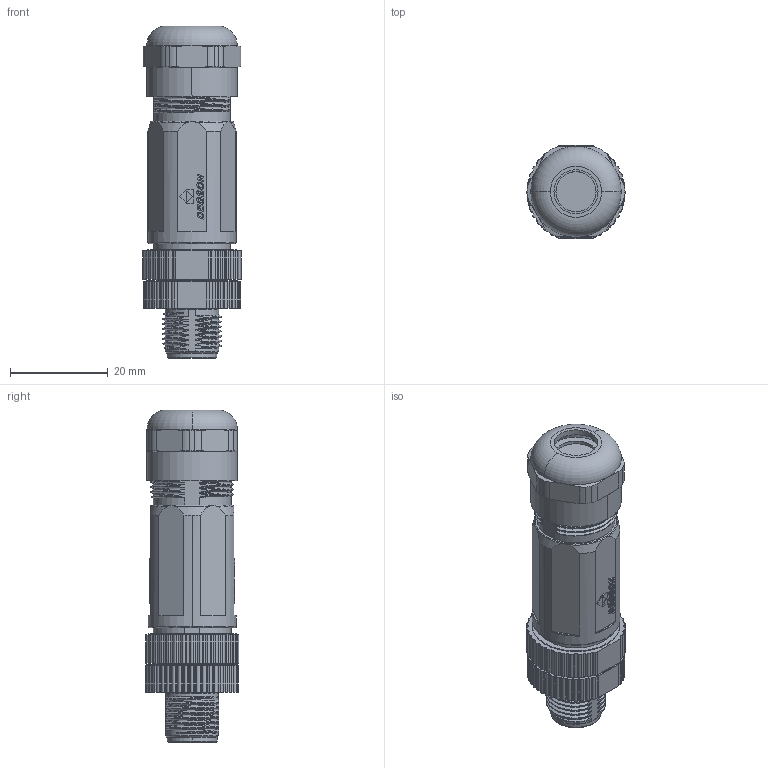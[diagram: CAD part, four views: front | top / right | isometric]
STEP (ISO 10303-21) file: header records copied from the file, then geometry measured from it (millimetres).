
FILE_DESCRIPTION((''),'2;1');
FILE_NAME('PB-M12A-08P-MM-SL7001_SW0001','2020-04-22T',('Administrator'),(''),'CREO PARAMETRIC BY PTC INC, 2014350','CREO PARAMETRIC BY PTC INC, 2014350','');
FILE_SCHEMA(('CONFIG_CONTROL_DESIGN'));
Length unit declared in the file: millimetre
Products named in the file (1): PB-M12A-08P-MM-SL7001_SW0001
Bounding box: 20.2 x 19.11 x 67.9 mm (x, y, z)
Volume: 15011.3 mm3; surface area: 6192.2 mm2
Topology: 1 solids, 1 shells, 1375 faces, 3852 edges, 2535 vertices
Faces by surface type: plane 854, cylinder 246, extrusion 111, bspline 76, cone 53, torus 19, sphere 16
Entity records: 50224 total; most frequent: CARTESIAN_POINT 15540, ORIENTED_EDGE 7672, DIRECTION 6367, EDGE_CURVE 3836, VECTOR 2907, LINE 2796, VERTEX_POINT 2535, AXIS2_PLACEMENT_3D 1730
